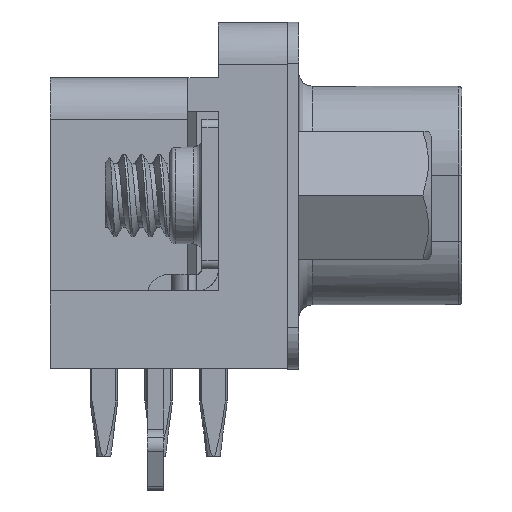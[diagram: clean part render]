
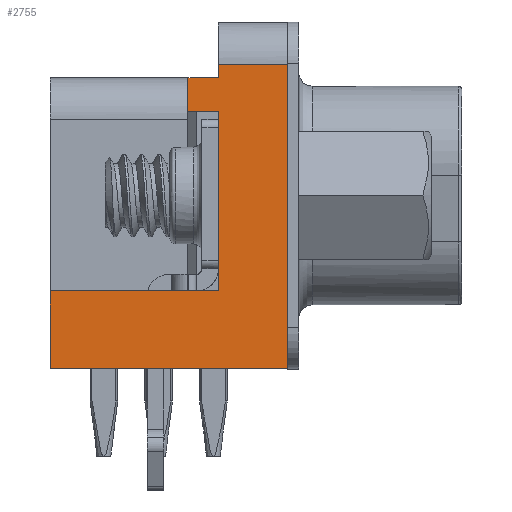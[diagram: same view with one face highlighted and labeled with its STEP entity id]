
A CAD part, left-side view. The second image highlights one B-rep face of the part: STEP entity #2755.
In plain terms, the highlighted free-form (B-spline) face has degree [1, 1] with [2, 2] control points.
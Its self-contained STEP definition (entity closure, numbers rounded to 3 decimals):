
#1298 = VERTEX_POINT('',#1299);
#1299 = CARTESIAN_POINT('',(-13.748,3.499,
    0.054));
#1304 = EDGE_CURVE('',#1305,#1298,#1307,.T.);
#1305 = VERTEX_POINT('',#1306);
#1306 = CARTESIAN_POINT('',(-13.748,3.499,
    2.553));
#1307 = B_SPLINE_CURVE_WITH_KNOTS('',1,(#1308,#1309),.UNSPECIFIED.,.F.,
  .F.,(2,2),(-2.8,0.),.PIECEWISE_BEZIER_KNOTS.);
#1308 = CARTESIAN_POINT('',(-13.748,3.499,
    2.553));
#1309 = CARTESIAN_POINT('',(-13.748,3.499,
    0.054));
#1455 = VERTEX_POINT('',#1456);
#1456 = CARTESIAN_POINT('',(-13.748,-4.16,
    9.873));
#1462 = EDGE_CURVE('',#1463,#1455,#1465,.T.);
#1463 = VERTEX_POINT('',#1464);
#1464 = CARTESIAN_POINT('',(-13.748,-4.16,
    0.054));
#1465 = B_SPLINE_CURVE_WITH_KNOTS('',1,(#1466,#1467),.UNSPECIFIED.,.F.,
  .F.,(2,2),(-12.5,-1.5),.PIECEWISE_BEZIER_KNOTS.);
#1466 = CARTESIAN_POINT('',(-13.748,-4.16,
    0.054));
#1467 = CARTESIAN_POINT('',(-13.748,-4.16,
    9.873));
#1732 = EDGE_CURVE('',#1298,#1463,#1733,.T.);
#1733 = B_SPLINE_CURVE_WITH_KNOTS('',1,(#1734,#1735),.UNSPECIFIED.,.F.,
  .F.,(2,2),(-8.58,0.),.PIECEWISE_BEZIER_KNOTS.);
#1734 = CARTESIAN_POINT('',(-13.748,3.499,
    0.054));
#1735 = CARTESIAN_POINT('',(-13.748,-4.16,
    0.054));
#1887 = VERTEX_POINT('',#1888);
#1888 = CARTESIAN_POINT('',(-13.748,-1.928,
    8.356));
#1893 = EDGE_CURVE('',#1894,#1887,#1896,.T.);
#1894 = VERTEX_POINT('',#1895);
#1895 = CARTESIAN_POINT('',(-13.748,-0.946,
    8.356));
#1896 = B_SPLINE_CURVE_WITH_KNOTS('',1,(#1897,#1898),.UNSPECIFIED.,.F.,
  .F.,(2,2),(0.,1.1),.PIECEWISE_BEZIER_KNOTS.);
#1897 = CARTESIAN_POINT('',(-13.748,-0.946,
    8.356));
#1898 = CARTESIAN_POINT('',(-13.748,-1.928,
    8.356));
#1942 = VERTEX_POINT('',#1943);
#1943 = CARTESIAN_POINT('',(-13.748,-1.928,
    2.553));
#1948 = EDGE_CURVE('',#1887,#1942,#1949,.T.);
#1949 = B_SPLINE_CURVE_WITH_KNOTS('',1,(#1950,#1951),.UNSPECIFIED.,.F.,
  .F.,(2,2),(-6.5,0.),.PIECEWISE_BEZIER_KNOTS.);
#1950 = CARTESIAN_POINT('',(-13.748,-1.928,
    8.356));
#1951 = CARTESIAN_POINT('',(-13.748,-1.928,
    2.553));
#1986 = EDGE_CURVE('',#1942,#1305,#1987,.T.);
#1987 = B_SPLINE_CURVE_WITH_KNOTS('',1,(#1988,#1989),.UNSPECIFIED.,.F.,
  .F.,(2,2),(-13.5,-7.42),.PIECEWISE_BEZIER_KNOTS.);
#1988 = CARTESIAN_POINT('',(-13.748,-1.928,
    2.553));
#1989 = CARTESIAN_POINT('',(-13.748,3.499,
    2.553));
#2079 = EDGE_CURVE('',#2080,#1894,#2082,.T.);
#2080 = VERTEX_POINT('',#2081);
#2081 = CARTESIAN_POINT('',(-13.748,-0.946,
    9.427));
#2082 = B_SPLINE_CURVE_WITH_KNOTS('',1,(#2083,#2084),.UNSPECIFIED.,.F.,
  .F.,(2,2),(0.,1.2),.PIECEWISE_BEZIER_KNOTS.);
#2083 = CARTESIAN_POINT('',(-13.748,-0.946,
    9.427));
#2084 = CARTESIAN_POINT('',(-13.748,-0.946,
    8.356));
#2683 = EDGE_CURVE('',#2684,#2686,#2688,.T.);
#2684 = VERTEX_POINT('',#2685);
#2685 = CARTESIAN_POINT('',(-13.748,-1.928,
    9.873));
#2686 = VERTEX_POINT('',#2687);
#2687 = CARTESIAN_POINT('',(-13.748,-1.928,
    9.427));
#2688 = B_SPLINE_CURVE_WITH_KNOTS('',1,(#2689,#2690),.UNSPECIFIED.,.F.,
  .F.,(2,2),(-0.5,0.),.PIECEWISE_BEZIER_KNOTS.);
#2689 = CARTESIAN_POINT('',(-13.748,-1.928,
    9.873));
#2690 = CARTESIAN_POINT('',(-13.748,-1.928,
    9.427));
#2746 = EDGE_CURVE('',#2686,#2080,#2747,.T.);
#2747 = B_SPLINE_CURVE_WITH_KNOTS('',1,(#2748,#2749),.UNSPECIFIED.,.F.,
  .F.,(2,2),(0.,1.1),.PIECEWISE_BEZIER_KNOTS.);
#2748 = CARTESIAN_POINT('',(-13.748,-1.928,
    9.427));
#2749 = CARTESIAN_POINT('',(-13.748,-0.946,
    9.427));
#2755 = ADVANCED_FACE('',(#2756),#2772,.F.);
#2756 = FACE_BOUND('',#2757,.T.);
#2757 = EDGE_LOOP('',(#2758,#2759,#2764,#2765,#2766,#2767,#2768,#2769,
    #2770,#2771));
#2758 = ORIENTED_EDGE('',*,*,#1462,.T.);
#2759 = ORIENTED_EDGE('',*,*,#2760,.T.);
#2760 = EDGE_CURVE('',#1455,#2684,#2761,.T.);
#2761 = B_SPLINE_CURVE_WITH_KNOTS('',1,(#2762,#2763),.UNSPECIFIED.,.F.,
  .F.,(2,2),(0.,2.5),.PIECEWISE_BEZIER_KNOTS.);
#2762 = CARTESIAN_POINT('',(-13.748,-4.16,
    9.873));
#2763 = CARTESIAN_POINT('',(-13.748,-1.928,
    9.873));
#2764 = ORIENTED_EDGE('',*,*,#2683,.T.);
#2765 = ORIENTED_EDGE('',*,*,#2746,.T.);
#2766 = ORIENTED_EDGE('',*,*,#2079,.T.);
#2767 = ORIENTED_EDGE('',*,*,#1893,.T.);
#2768 = ORIENTED_EDGE('',*,*,#1948,.T.);
#2769 = ORIENTED_EDGE('',*,*,#1986,.T.);
#2770 = ORIENTED_EDGE('',*,*,#1304,.T.);
#2771 = ORIENTED_EDGE('',*,*,#1732,.T.);
#2772 = B_SPLINE_SURFACE_WITH_KNOTS('',1,1,(
    (#2773,#2774)
    ,(#2775,#2776
    )),.UNSPECIFIED.,.F.,.F.,.F.,(2,2),(2,2),(0.,8.58),(
    0.,11.),.PIECEWISE_BEZIER_KNOTS.);
#2773 = CARTESIAN_POINT('',(-13.748,-4.16,
    0.054));
#2774 = CARTESIAN_POINT('',(-13.748,-4.16,
    9.873));
#2775 = CARTESIAN_POINT('',(-13.748,3.499,
    0.054));
#2776 = CARTESIAN_POINT('',(-13.748,3.499,
    9.873));
